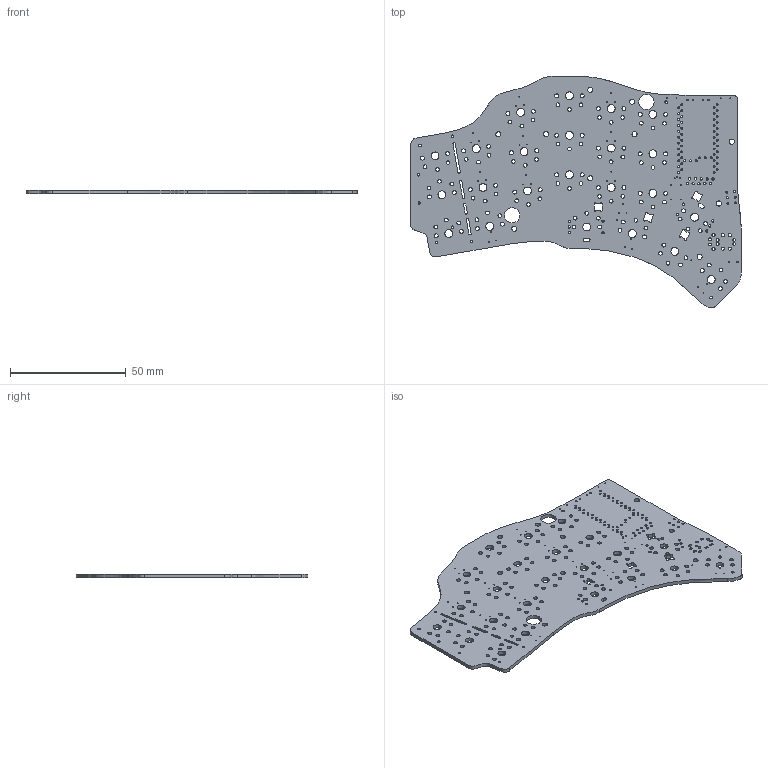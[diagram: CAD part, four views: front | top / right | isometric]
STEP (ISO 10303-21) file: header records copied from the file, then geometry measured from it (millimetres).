
FILE_DESCRIPTION(('KiCad electronic assembly'),'2;1');
FILE_NAME('hillside46.step','2023-06-11T23:11:27',('Pcbnew'),('Kicad'), 'Open CASCADE STEP processor 7.5','KiCad to STEP converter','Unknown' );
FILE_SCHEMA(('AUTOMOTIVE_DESIGN { 1 0 10303 214 1 1 1 1 }'));
Length unit declared in the file: millimetre
Products named in the file (2): hillside46 1; hillside46 PCB
Assembly tree (1 placements, depth 2):
  hillside46 1
    hillside46 PCB
Bounding box: 142.49 x 99.87 x 1.6 mm (x, y, z)
Volume: 14625.4 mm3; surface area: 21301.2 mm2
Topology: 1 solids, 1 shells, 411 faces, 1227 edges, 818 vertices
Faces by surface type: cylinder 345, plane 55, extrusion 11
Full cylindrical faces by diameter (mm): 0.4 x51, 0.7 x2, 0.813 x56, 0.9 x6, 1 x26, 1.152 x3, 1.2 x4, 1.575 x69, 1.7 x46, 2.2 x10, 3.4 x23, 6.604 x2
Entity records: 33620 total; most frequent: CARTESIAN_POINT 9217, DIRECTION 4452, ORIENTED_EDGE 2454, PCURVE 2454, DEFINITIONAL_REPRESENTATION 2454, VECTOR 2268, LINE 2257, EDGE_CURVE 1227
